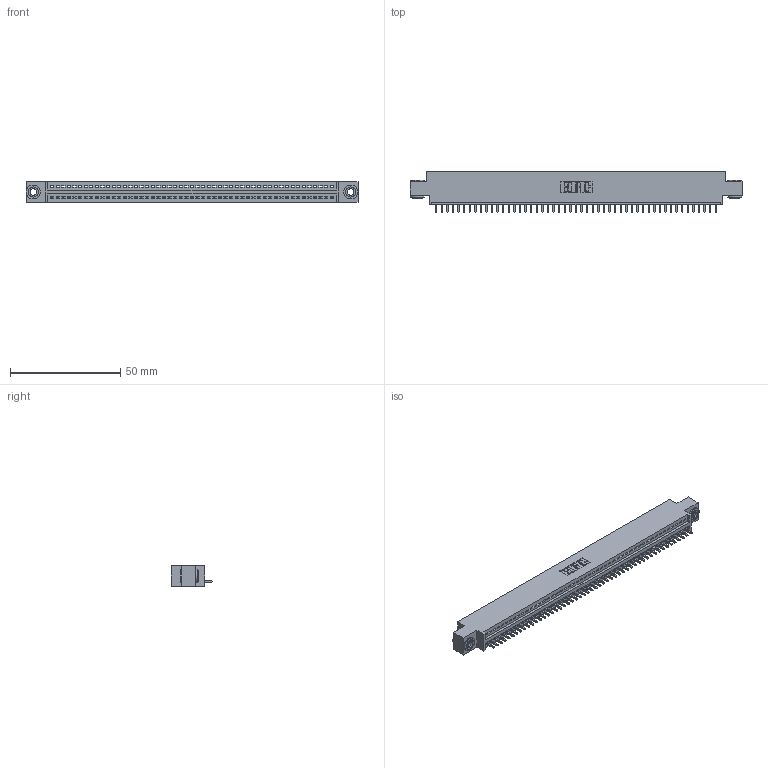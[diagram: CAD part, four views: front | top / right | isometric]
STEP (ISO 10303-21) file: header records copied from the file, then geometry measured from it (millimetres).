
FILE_DESCRIPTION (( 'STEP AP203' ), '1' );
FILE_NAME ('345-051-521-603.STEP', '2019-10-09T14:52:02', ( '' ), ( '' ), 'SwSTEP 2.0', 'SolidWorks 2016', '' );
FILE_SCHEMA (( 'CONFIG_CONTROL_DESIGN' ));
Length unit declared in the file: inch
Products named in the file (4): 345-250-002_345-250-002-102; 345-051-521-603; 345 Part_0.170 Offset - 0.156 Dia-TH; 345-292-001_345-293-121
Assembly tree (54 placements, depth 2):
  345-051-521-603
    345 Part_0.170 Offset - 0.156 Dia-TH
    345-292-001_345-293-121  x51
    345-250-002_345-250-002-102  x2
Bounding box: 150.75 x 18.72 x 9.4 mm (x, y, z)
Volume: 14152.9 mm3; surface area: 18703.8 mm2
Topology: 54 solids, 54 shells, 3126 faces, 9405 edges, 6198 vertices
Faces by surface type: plane 2134, cylinder 984, cone 8
Entity records: 37972 total; most frequent: CARTESIAN_POINT 6556, ORIENTED_EDGE 6534, DIRECTION 5743, EDGE_CURVE 3267, VECTOR 2907, LINE 2907, VERTEX_POINT 2174, AXIS2_PLACEMENT_3D 1418
